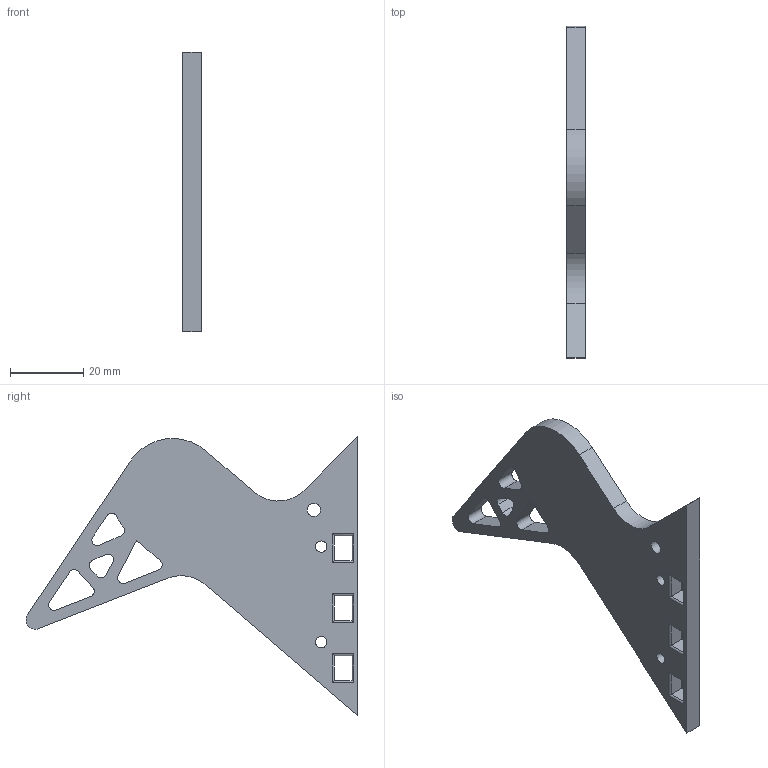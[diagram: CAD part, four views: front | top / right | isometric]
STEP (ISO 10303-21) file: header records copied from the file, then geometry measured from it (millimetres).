
FILE_DESCRIPTION(/* description */ (''),/* implementation_level */ '2;1');
FILE_NAME(/* name */ 'WeaponMountBasePlateV1.ipt.step',/* time_stamp */ '2024-02-27T11:31:06-06:00',/* author */ ('smz3rm'),/* organization */ (''),/* preprocessor_version */ 'ST-DEVELOPER v18',/* originating_system */ 'Autodesk Inventor 2020',/* authorisation */ '');
FILE_SCHEMA (('AUTOMOTIVE_DESIGN { 1 0 10303 214 3 1 1 }'));
Length unit declared in the file: millimetre
Products named in the file (1): WeaponMountBasePlateV1
Bounding box: 5 x 90.35 x 76 mm (x, y, z)
Volume: 14739.8 mm3; surface area: 8521.5 mm2
Topology: 1 solids, 1 shells, 74 faces, 223 edges, 179 vertices
Faces by surface type: cylinder 43, plane 31
Full cylindrical faces by diameter (mm): 3.1 x2, 3.6 x1
Entity records: 2491 total; most frequent: CARTESIAN_POINT 451, DIRECTION 418, ORIENTED_EDGE 386, EDGE_CURVE 193, AXIS2_PLACEMENT_3D 144, LINE 130, VECTOR 130, VERTEX_POINT 121
